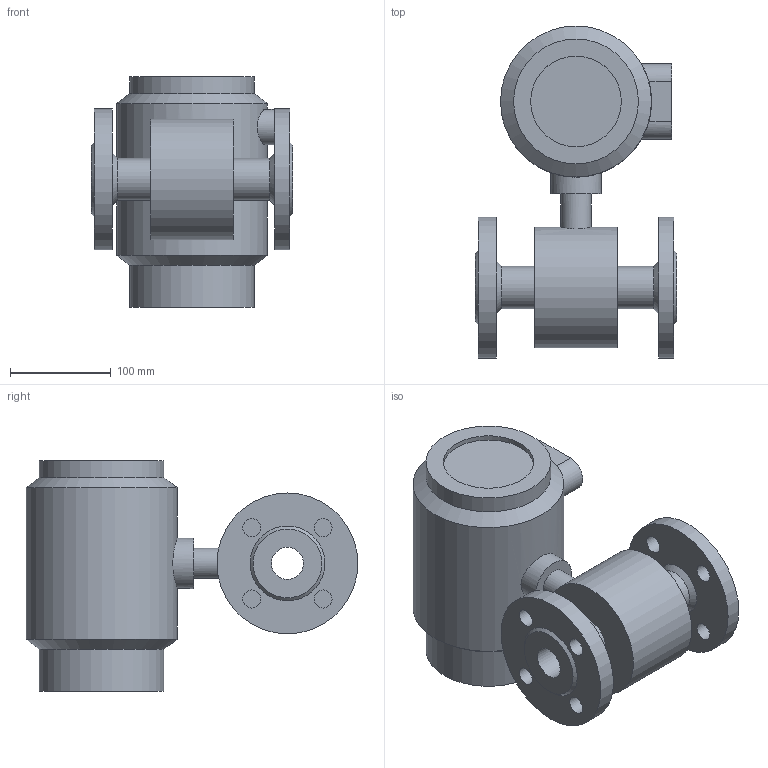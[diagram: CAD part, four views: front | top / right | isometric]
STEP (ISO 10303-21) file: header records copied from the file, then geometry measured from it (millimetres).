
FILE_DESCRIPTION(/* description */ (''),/* implementation_level */ '2;1');
FILE_NAME(/* name */ '_3D_FM200-DN32-F-口径DN32一体式.stp',/* time_stamp */ '2023-08-22T16:35:12+08:00',/* author */ (''),/* organization */ (''),/* preprocessor_version */ 'ST-DEVELOPER v16.7',/* originating_system */ 'SIEMENS PLM Software NX 12.0',/* authorisation */ '');
FILE_SCHEMA (('AUTOMOTIVE_DESIGN { 1 0 10303 214 3 1 1 1 }'));
Length unit declared in the file: millimetre
Products named in the file (1): Mayn2ED8C75Crrzz
Bounding box: 200 x 329.7 x 229 mm (x, y, z)
Volume: 4919981.6 mm3; surface area: 309704.9 mm2
Topology: 1 solids, 1 shells, 49 faces, 102 edges, 68 vertices
Faces by surface type: cylinder 27, plane 16, cone 6
Full cylindrical faces by diameter (mm): 16 x2, 18 x8, 30 x1, 32 x1, 42 x2, 50 x1, 90 x2, 120 x1, 124 x2, 140 x2, 150 x1
Entity records: 1276 total; most frequent: CARTESIAN_POINT 288, DIRECTION 210, ORIENTED_EDGE 128, EDGE_LOOP 110, FACE_BOUND 102, AXIS2_PLACEMENT_3D 102, EDGE_CURVE 64, VERTEX_POINT 60
